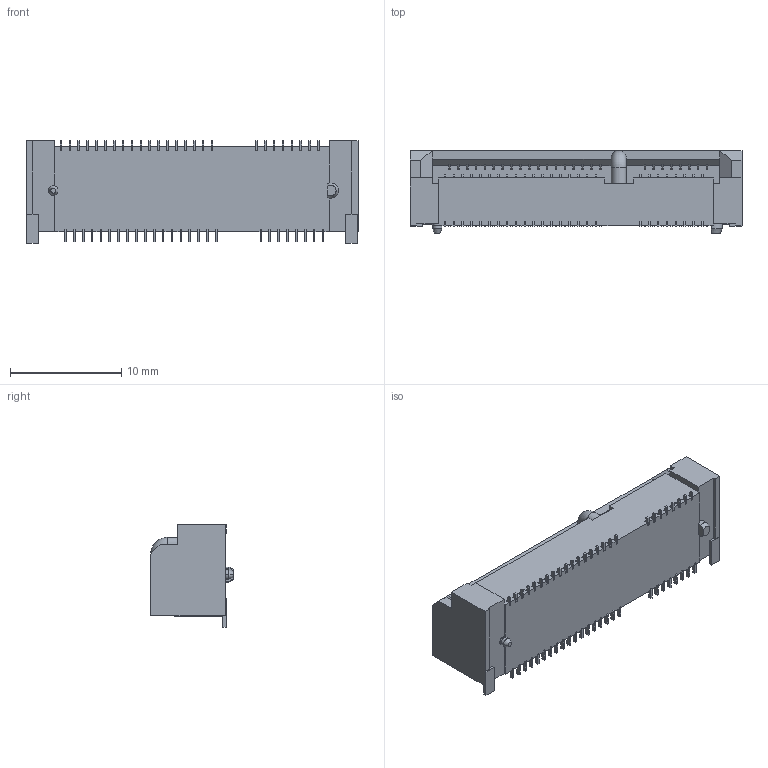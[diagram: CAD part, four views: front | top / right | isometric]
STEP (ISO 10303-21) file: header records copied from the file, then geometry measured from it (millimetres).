
FILE_DESCRIPTION((''),'2;1');
FILE_NAME('C-2041262-1','2011-12-26T',('workeradm'),('Tyco Electronics Ltd.'),'PRO/ENGINEER BY PARAMETRIC TECHNOLOGY CORPORATION, 2010430','PRO/ENGINEER BY PARAMETRIC TECHNOLOGY CORPORATION, 2010430','');
FILE_SCHEMA(('AUTOMOTIVE_DESIGN { 1 0 10303 214 1 1 1 1 }'));
Length unit declared in the file: millimetre
Products named in the file (1): C-2041262-1
Bounding box: 29.9 x 7.45 x 9.25 mm (x, y, z)
Volume: 1333.9 mm3; surface area: 1193.3 mm2
Topology: 1 solids, 1 shells, 956 faces, 2799 edges, 1845 vertices
Faces by surface type: plane 610, cylinder 342, cone 3, torus 1
Entity records: 40276 total; most frequent: CARTESIAN_POINT 5607, ORIENTED_EDGE 5598, DIRECTION 5404, PRESENTATION_STYLE_ASSIGNMENT 2800, STYLED_ITEM 2800, CURVE_STYLE 2799, EDGE_CURVE 2799, VECTOR 2102
